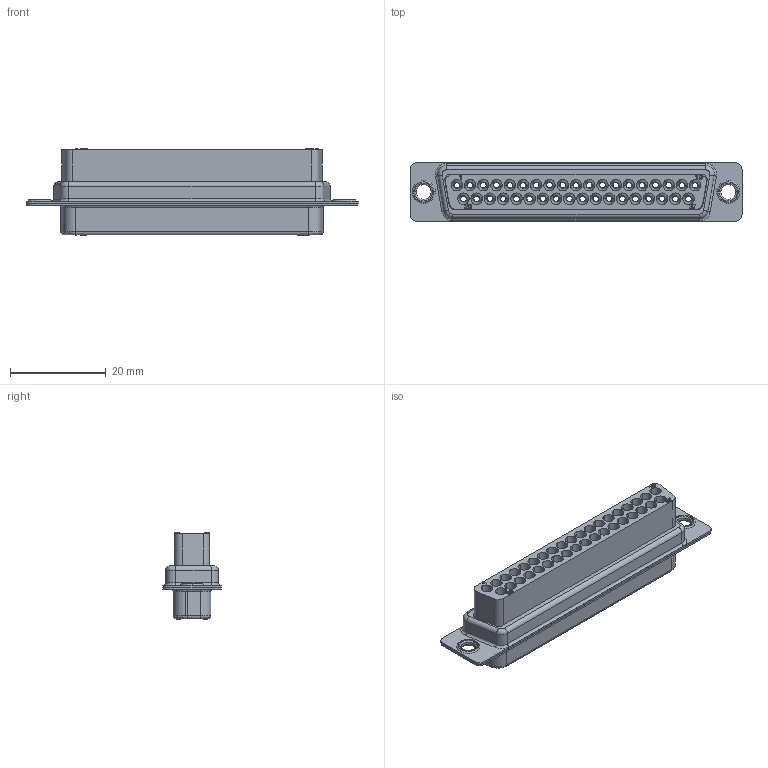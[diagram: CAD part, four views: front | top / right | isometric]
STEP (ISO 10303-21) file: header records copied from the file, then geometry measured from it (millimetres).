
FILE_DESCRIPTION (( 'STEP AP214' ), '1' );
FILE_NAME ('211-FS37-HV-V2.step', '2025-02-18T08:06:45', ( '' ), ( '' ), 'SwSTEP 2.0', 'SolidWorks 2022', '' );
FILE_SCHEMA (( 'AUTOMOTIVE_DESIGN' ));
Length unit declared in the file: millimetre
Products named in the file (7): 03372T; 04371TN; 211-FS37-HV-V2; 62370B; 211-FS37-HV-V2-SX
Assembly tree (6 placements, depth 3):
  211-FS37-HV-V2
    04371TN
      04371TN
    03372T
      03372T
    62370B
      211-FS37-HV-V2-SX
Bounding box: 69.2 x 12.2 x 17.95 mm (x, y, z)
Volume: 5757.9 mm3; surface area: 11776.4 mm2
Topology: 3 solids, 3 shells, 995 faces, 2386 edges, 1527 vertices
Faces by surface type: cylinder 397, plane 248, bspline 169, cone 153, torus 28
Entity records: 33465 total; most frequent: CARTESIAN_POINT 8281, ORIENTED_EDGE 4772, DIRECTION 4767, EDGE_CURVE 2386, AXIS2_PLACEMENT_3D 1901, VERTEX_POINT 1527, EDGE_LOOP 1211, CIRCLE 1063
